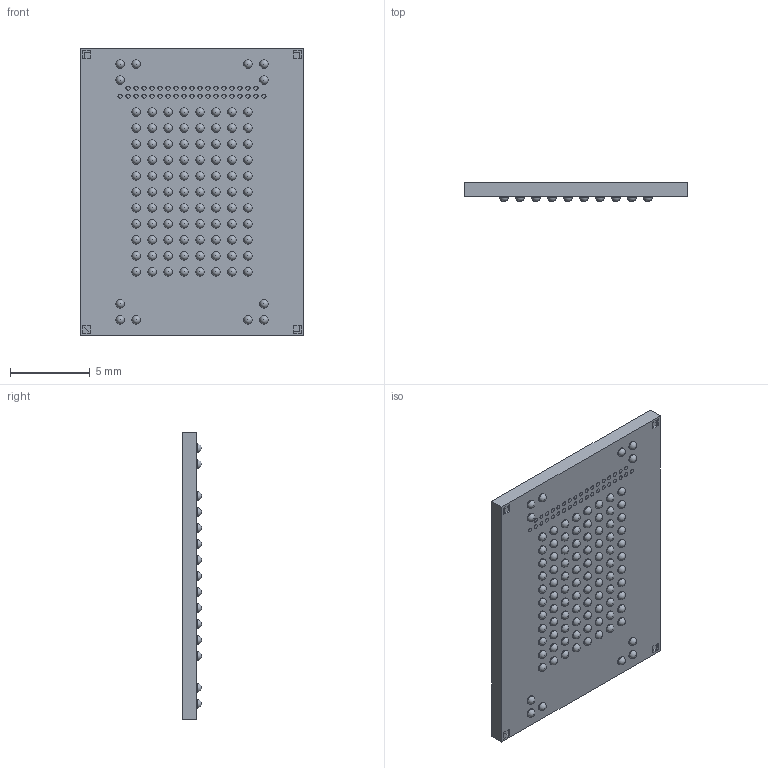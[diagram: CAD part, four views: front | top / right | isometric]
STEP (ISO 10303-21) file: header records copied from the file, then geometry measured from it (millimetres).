
FILE_DESCRIPTION (( 'STEP AP214' ), '1' );
FILE_NAME ('MTFC8GACAANA-4M IT TR.STEP', '2020-06-22T01:57:26', ( '' ), ( '' ), 'SwSTEP 2.0', 'SolidWorks 2017', '' );
FILE_SCHEMA (( 'AUTOMOTIVE_DESIGN' ));
Length unit declared in the file: millimetre
Products named in the file (1): MTFC8GACAANA-4M IT TR
Bounding box: 14 x 1.2 x 18 mm (x, y, z)
Volume: 229.1 mm3; surface area: 649.2 mm2
Topology: 142 solids, 142 shells, 618 faces, 1379 edges, 986 vertices
Faces by surface type: plane 270, sphere 200, cylinder 148
Entity records: 16222 total; most frequent: DIRECTION 2913, CARTESIAN_POINT 2384, ORIENTED_EDGE 1958, AXIS2_PLACEMENT_3D 1315, EDGE_CURVE 979, VERTEX_POINT 786, EDGE_LOOP 759, CIRCLE 696
